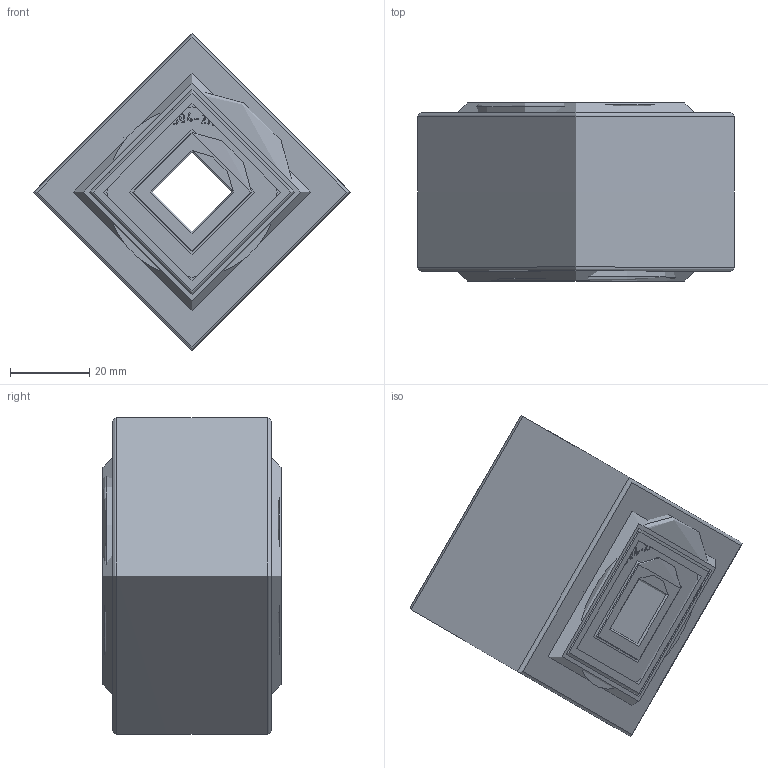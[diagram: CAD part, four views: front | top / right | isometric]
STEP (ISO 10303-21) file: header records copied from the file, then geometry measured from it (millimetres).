
FILE_DESCRIPTION(/* description */ (''),/* implementation_level */ '2;1');
FILE_NAME(/* name */ 'BZH80WMSTBJM20.step',/* time_stamp */ '2024-05-24T15:05:45+01:00',/* author */ (''),/* organization */ (''),/* preprocessor_version */ 'ST-DEVELOPER v20',/* originating_system */ 'Autodesk Translation Framework v13.14.0.145',/* authorisation */ '');
FILE_SCHEMA (('AUTOMOTIVE_DESIGN { 1 0 10303 214 3 1 1 }'));
Length unit declared in the file: millimetre
Products named in the file (17): BZH80WMSTBJM20; wheel; BEARING6304 v1; BEARING6304; BALLS; Component1; METAL; MIDDLE; RUBBER; BEARING6304 v1 (1); BEARING6304 (1); BALLS (1); Component1 (1); METAL (1); MIDDLE (1); RUBBER (1); bearing spacer
Assembly tree (28 placements, depth 5):
  BZH80WMSTBJM20
    wheel
    BEARING6304 v1
      BEARING6304
        BALLS
          Component1  x7
        METAL
        MIDDLE
        RUBBER
    BEARING6304 v1 (1)
      BEARING6304 (1)
        BALLS (1)
          Component1 (1)  x7
        METAL (1)
        MIDDLE (1)
        RUBBER (1)
    bearing spacer
Bounding box: 80 x 45 x 80 mm (x, y, z)
Volume: 163689.1 mm3; surface area: 66885.4 mm2
Topology: 26 solids, 26 shells, 926 faces, 2332 edges, 1554 vertices
Faces by surface type: plane 410, bspline 261, cylinder 211, sphere 28, torus 14, cone 2
Full cylindrical faces by diameter (mm): 10 x14, 20 x2, 21 x1, 25 x1, 27 x2, 30 x8, 31.5 x4, 33.5 x4, 41 x4, 43 x4, 44.5 x8, 45 x1, 47.5 x2, 52 x4
Entity records: 30900 total; most frequent: CARTESIAN_POINT 9744, ORIENTED_EDGE 4584, DIRECTION 3623, EDGE_CURVE 2292, VERTEX_POINT 1530, AXIS2_PLACEMENT_3D 1262, LINE 1099, VECTOR 1099
